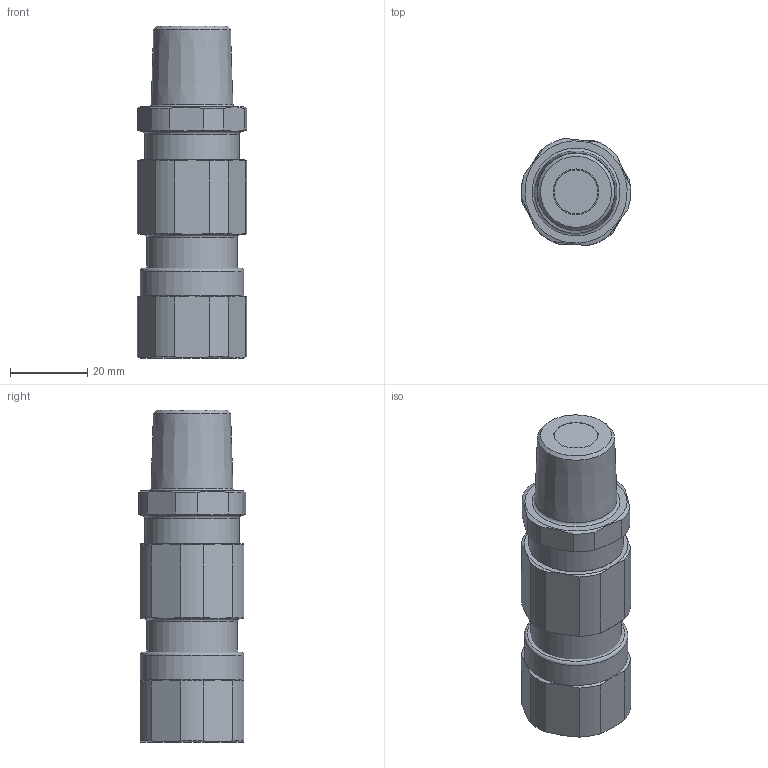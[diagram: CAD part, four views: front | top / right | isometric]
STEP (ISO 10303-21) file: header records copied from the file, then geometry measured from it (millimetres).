
FILE_DESCRIPTION(/* description */ (''),/* implementation_level */ '2;1');
FILE_NAME(/* name */ 'MC2X1B.stp',/* time_stamp */ '2020-05-13T10:09:29-05:00',/* author */ ('nsantoro'),/* organization */ (''),/* preprocessor_version */ 'ST-DEVELOPER v18',/* originating_system */ 'Autodesk Inventor 2020',/* authorisation */ '');
FILE_SCHEMA (('AUTOMOTIVE_DESIGN { 1 0 10303 214 3 1 1 }'));
Length unit declared in the file: inch
Products named in the file (1): 51922-1_Shrinkwrap_1
Bounding box: 28.43 x 27.83 x 86.2 mm (x, y, z)
Volume: 56058.6 mm3; surface area: 15199.8 mm2
Topology: 4 solids, 4 shells, 94 faces, 247 edges, 167 vertices
Faces by surface type: plane 32, cylinder 27, cone 22, torus 13
Full cylindrical faces by diameter (mm): 11.88 x1, 14.478 x1, 17.526 x1, 21.336 x1, 21.946 x1, 23.625 x1, 23.812 x1, 24.587 x1, 26.873 x1
Entity records: 3091 total; most frequent: CARTESIAN_POINT 609, DIRECTION 529, ORIENTED_EDGE 494, EDGE_CURVE 247, AXIS2_PLACEMENT_3D 237, VERTEX_POINT 167, CIRCLE 142, EDGE_LOOP 100
